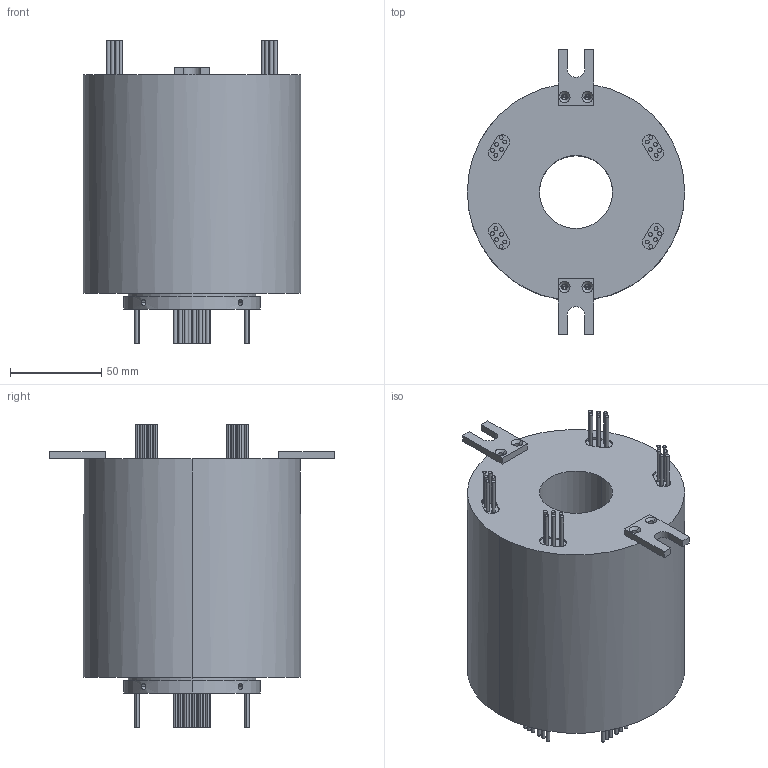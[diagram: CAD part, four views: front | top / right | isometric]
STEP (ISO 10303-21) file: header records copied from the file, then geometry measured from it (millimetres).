
FILE_DESCRIPTION (( 'STEP AP214' ), '1' );
FILE_NAME ('RT40119-P2410.STEP', '2020-07-17T08:49:22', ( 'admin321' ), ( '' ), 'SwSTEP 2.0', 'SolidWorks 2014', '' );
FILE_SCHEMA (( 'AUTOMOTIVE_DESIGN' ));
Length unit declared in the file: millimetre
Products named in the file (1): RT40119-P2410
Bounding box: 119 x 156 x 166.2 mm (x, y, z)
Volume: 1211389.7 mm3; surface area: 93305.9 mm2
Topology: 1 solids, 1 shells, 270 faces, 598 edges, 388 vertices
Faces by surface type: cylinder 164, plane 90, cone 16
Entity records: 8152 total; most frequent: CARTESIAN_POINT 1673, DIRECTION 1440, ORIENTED_EDGE 1180, AXIS2_PLACEMENT_3D 595, EDGE_CURVE 590, VERTEX_POINT 388, EDGE_LOOP 346, CIRCLE 324
